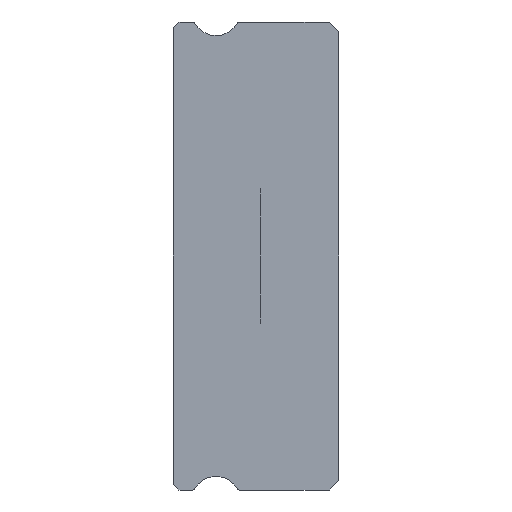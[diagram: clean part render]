
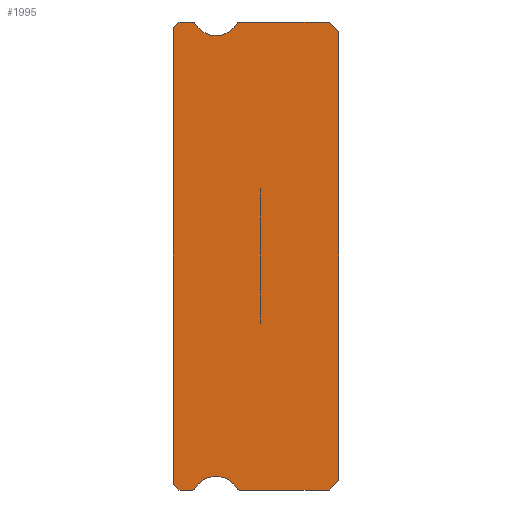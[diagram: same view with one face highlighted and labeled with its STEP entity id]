
A CAD part, left-side view. The second image highlights one B-rep face of the part: STEP entity #1995.
In plain terms, the highlighted planar face has unit normal (-1, 0, 0).
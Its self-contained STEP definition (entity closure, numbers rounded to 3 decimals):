
#8 = ORIENTED_EDGE ( 'NONE', *, *, #1487, .T. ) ;
#45 = EDGE_CURVE ( 'NONE', #2678, #1534, #3531, .T. ) ;
#82 = LINE ( 'NONE', #3614, #1321 ) ;
#131 = CARTESIAN_POINT ( 'NONE',  ( -5., 7.512, 12. ) ) ;
#136 = AXIS2_PLACEMENT_3D ( 'NONE', #277, #2278, #3736 ) ;
#159 = VECTOR ( 'NONE', #3508, 1000. ) ;
#164 = ORIENTED_EDGE ( 'NONE', *, *, #45, .F. ) ;
#206 = CARTESIAN_POINT ( 'NONE',  ( -5., 6.3, 12.55 ) ) ;
#226 = CARTESIAN_POINT ( 'NONE',  ( -5., 5.088, 11.85 ) ) ;
#230 = EDGE_CURVE ( 'NONE', #1853, #537, #2519, .T. ) ;
#277 = CARTESIAN_POINT ( 'NONE',  ( -5., 7.512, 11.85 ) ) ;
#350 = ORIENTED_EDGE ( 'NONE', *, *, #2366, .F. ) ;
#351 = VERTEX_POINT ( 'NONE', #2714 ) ;
#357 = DIRECTION ( 'NONE',  ( 0., 0., 1. ) ) ;
#360 = DIRECTION ( 'NONE',  ( 0., 0., -1. ) ) ;
#364 = EDGE_CURVE ( 'NONE', #3542, #905, #1098, .T. ) ;
#428 = CARTESIAN_POINT ( 'NONE',  ( -5., 5.217, 11.925 ) ) ;
#456 = DIRECTION ( 'NONE',  ( 0., 0., -1. ) ) ;
#498 = DIRECTION ( 'NONE',  ( 1., 0., 0. ) ) ;
#507 = DIRECTION ( 'NONE',  ( -1., 0., 0. ) ) ;
#525 = CARTESIAN_POINT ( 'NONE',  ( -5., 6.3, -12.55 ) ) ;
#529 = ORIENTED_EDGE ( 'NONE', *, *, #1287, .F. ) ;
#534 = CARTESIAN_POINT ( 'NONE',  ( -5., 7.512, -12. ) ) ;
#537 = VERTEX_POINT ( 'NONE', #3435 ) ;
#546 = EDGE_CURVE ( 'NONE', #1504, #1132, #2431, .T. ) ;
#552 = VECTOR ( 'NONE', #1115, 1000. ) ;
#556 = LINE ( 'NONE', #2555, #1644 ) ;
#558 = DIRECTION ( 'NONE',  ( 0., 0., -1. ) ) ;
#652 = CARTESIAN_POINT ( 'NONE',  ( -5., 8.5, 11.85 ) ) ;
#676 = AXIS2_PLACEMENT_3D ( 'NONE', #226, #3723, #558 ) ;
#704 = CARTESIAN_POINT ( 'NONE',  ( -5., 5.217, -11.925 ) ) ;
#877 = ORIENTED_EDGE ( 'NONE', *, *, #3109, .F. ) ;
#887 = VECTOR ( 'NONE', #3430, 1000. ) ;
#899 = ORIENTED_EDGE ( 'NONE', *, *, #3407, .F. ) ;
#905 = VERTEX_POINT ( 'NONE', #704 ) ;
#919 = CIRCLE ( 'NONE', #2127, 0.15 ) ;
#922 = CARTESIAN_POINT ( 'NONE',  ( -5., 0., 11.5 ) ) ;
#966 = CARTESIAN_POINT ( 'NONE',  ( -5., 5.088, 12. ) ) ;
#995 = CARTESIAN_POINT ( 'NONE',  ( -5., 5.088, -12. ) ) ;
#1061 = DIRECTION ( 'NONE',  ( 0., 0., -1. ) ) ;
#1083 = CIRCLE ( 'NONE', #2650, 1.25 ) ;
#1086 = CARTESIAN_POINT ( 'NONE',  ( -5., 8.5, 11.7 ) ) ;
#1098 = CIRCLE ( 'NONE', #3221, 0.15 ) ;
#1115 = DIRECTION ( 'NONE',  ( 0., -1., 0. ) ) ;
#1122 = AXIS2_PLACEMENT_3D ( 'NONE', #3484, #1131, #3500 ) ;
#1131 = DIRECTION ( 'NONE',  ( 1., 0., 0. ) ) ;
#1132 = VERTEX_POINT ( 'NONE', #966 ) ;
#1157 = VERTEX_POINT ( 'NONE', #3574 ) ;
#1171 = LINE ( 'NONE', #2336, #159 ) ;
#1285 = ORIENTED_EDGE ( 'NONE', *, *, #1444, .F. ) ;
#1287 = EDGE_CURVE ( 'NONE', #1534, #1504, #1083, .T. ) ;
#1321 = VECTOR ( 'NONE', #1531, 1000. ) ;
#1372 = LINE ( 'NONE', #534, #552 ) ;
#1424 = DIRECTION ( 'NONE',  ( 0., 0.707, -0.707 ) ) ;
#1442 = PLANE ( 'NONE',  #136 ) ;
#1444 = EDGE_CURVE ( 'NONE', #1157, #2059, #556, .T. ) ;
#1471 = ORIENTED_EDGE ( 'NONE', *, *, #230, .T. ) ;
#1487 = EDGE_CURVE ( 'NONE', #3485, #2059, #82, .T. ) ;
#1491 = ORIENTED_EDGE ( 'NONE', *, *, #3459, .F. ) ;
#1499 = ORIENTED_EDGE ( 'NONE', *, *, #364, .F. ) ;
#1504 = VERTEX_POINT ( 'NONE', #428 ) ;
#1531 = DIRECTION ( 'NONE',  ( 0., 0., 1. ) ) ;
#1533 = DIRECTION ( 'NONE',  ( 0., 1., 0. ) ) ;
#1534 = VERTEX_POINT ( 'NONE', #2939 ) ;
#1568 = VERTEX_POINT ( 'NONE', #3290 ) ;
#1573 = LINE ( 'NONE', #2727, #3001 ) ;
#1588 = AXIS2_PLACEMENT_3D ( 'NONE', #525, #507, #1697 ) ;
#1615 = DIRECTION ( 'NONE',  ( 0., 0., -1. ) ) ;
#1625 = CARTESIAN_POINT ( 'NONE',  ( -5., 5.088, -11.85 ) ) ;
#1644 = VECTOR ( 'NONE', #2872, 1000. ) ;
#1692 = CARTESIAN_POINT ( 'NONE',  ( -5., 7.512, 12. ) ) ;
#1697 = DIRECTION ( 'NONE',  ( 0., 0., -1. ) ) ;
#1772 = ORIENTED_EDGE ( 'NONE', *, *, #3240, .F. ) ;
#1773 = CARTESIAN_POINT ( 'NONE',  ( -5., 0., -11.5 ) ) ;
#1779 = ORIENTED_EDGE ( 'NONE', *, *, #3144, .T. ) ;
#1804 = CARTESIAN_POINT ( 'NONE',  ( -5., 8.2, 12. ) ) ;
#1853 = VERTEX_POINT ( 'NONE', #3045 ) ;
#1912 = CARTESIAN_POINT ( 'NONE',  ( -5., 7.512, 11.85 ) ) ;
#1974 = CARTESIAN_POINT ( 'NONE',  ( -5., 8.2, -12. ) ) ;
#1995 = ADVANCED_FACE ( 'NONE', ( #2895 ), #1442, .F. ) ;
#2018 = EDGE_CURVE ( 'NONE', #3003, #1568, #1372, .T. ) ;
#2041 = ORIENTED_EDGE ( 'NONE', *, *, #2018, .T. ) ;
#2059 = VERTEX_POINT ( 'NONE', #922 ) ;
#2127 = AXIS2_PLACEMENT_3D ( 'NONE', #1912, #498, #1615 ) ;
#2179 = VECTOR ( 'NONE', #1424, 1000. ) ;
#2258 = VERTEX_POINT ( 'NONE', #131 ) ;
#2278 = DIRECTION ( 'NONE',  ( 1., 0., 0. ) ) ;
#2336 = CARTESIAN_POINT ( 'NONE',  ( -5., 8.2, -12. ) ) ;
#2366 = EDGE_CURVE ( 'NONE', #905, #351, #2661, .T. ) ;
#2390 = CARTESIAN_POINT ( 'NONE',  ( -5., 0., -11.5 ) ) ;
#2392 = ORIENTED_EDGE ( 'NONE', *, *, #2675, .F. ) ;
#2399 = ORIENTED_EDGE ( 'NONE', *, *, #546, .F. ) ;
#2402 = DIRECTION ( 'NONE',  ( 1., 0., 0. ) ) ;
#2431 = CIRCLE ( 'NONE', #676, 0.15 ) ;
#2442 = VERTEX_POINT ( 'NONE', #3613 ) ;
#2519 = LINE ( 'NONE', #1086, #2179 ) ;
#2555 = CARTESIAN_POINT ( 'NONE',  ( -5., 0.5, 12. ) ) ;
#2565 = VECTOR ( 'NONE', #2913, 1000. ) ;
#2615 = LINE ( 'NONE', #652, #2689 ) ;
#2635 = LINE ( 'NONE', #1804, #2565 ) ;
#2644 = ORIENTED_EDGE ( 'NONE', *, *, #3249, .T. ) ;
#2650 = AXIS2_PLACEMENT_3D ( 'NONE', #206, #3721, #1061 ) ;
#2661 = CIRCLE ( 'NONE', #1588, 1.25 ) ;
#2675 = EDGE_CURVE ( 'NONE', #2258, #2678, #919, .T. ) ;
#2678 = VERTEX_POINT ( 'NONE', #2806 ) ;
#2689 = VECTOR ( 'NONE', #357, 1000. ) ;
#2714 = CARTESIAN_POINT ( 'NONE',  ( -5., 7.383, -11.925 ) ) ;
#2727 = CARTESIAN_POINT ( 'NONE',  ( -5., 7.512, -12. ) ) ;
#2759 = CIRCLE ( 'NONE', #1122, 0.15 ) ;
#2806 = CARTESIAN_POINT ( 'NONE',  ( -5., 7.383, 11.925 ) ) ;
#2837 = CARTESIAN_POINT ( 'NONE',  ( -5., 8.5, -11.7 ) ) ;
#2863 = AXIS2_PLACEMENT_3D ( 'NONE', #2880, #3239, #360 ) ;
#2870 = LINE ( 'NONE', #1692, #887 ) ;
#2872 = DIRECTION ( 'NONE',  ( 0., -0.707, -0.707 ) ) ;
#2880 = CARTESIAN_POINT ( 'NONE',  ( -5., 6.3, 12.55 ) ) ;
#2895 = FACE_OUTER_BOUND ( 'NONE', #3090, .T. ) ;
#2913 = DIRECTION ( 'NONE',  ( 0., 1., 0. ) ) ;
#2939 = CARTESIAN_POINT ( 'NONE',  ( -5., 6.3, 11.3 ) ) ;
#2991 = DIRECTION ( 'NONE',  ( 0., 0.707, -0.707 ) ) ;
#3001 = VECTOR ( 'NONE', #1533, 1000. ) ;
#3003 = VERTEX_POINT ( 'NONE', #1974 ) ;
#3011 = LINE ( 'NONE', #2390, #3625 ) ;
#3034 = VERTEX_POINT ( 'NONE', #2837 ) ;
#3045 = CARTESIAN_POINT ( 'NONE',  ( -5., 8.2, 12. ) ) ;
#3090 = EDGE_LOOP ( 'NONE', ( #877, #1779, #2041, #3331, #350, #1499, #1772, #1491, #8, #1285, #899, #2399, #529, #164, #2392, #2644, #1471 ) ) ;
#3109 = EDGE_CURVE ( 'NONE', #3034, #537, #2615, .T. ) ;
#3144 = EDGE_CURVE ( 'NONE', #3034, #3003, #1171, .T. ) ;
#3221 = AXIS2_PLACEMENT_3D ( 'NONE', #1625, #2402, #456 ) ;
#3239 = DIRECTION ( 'NONE',  ( -1., 0., 0. ) ) ;
#3240 = EDGE_CURVE ( 'NONE', #2442, #3542, #1573, .T. ) ;
#3249 = EDGE_CURVE ( 'NONE', #2258, #1853, #2635, .T. ) ;
#3290 = CARTESIAN_POINT ( 'NONE',  ( -5., 7.512, -12. ) ) ;
#3331 = ORIENTED_EDGE ( 'NONE', *, *, #3339, .F. ) ;
#3339 = EDGE_CURVE ( 'NONE', #351, #1568, #2759, .T. ) ;
#3407 = EDGE_CURVE ( 'NONE', #1132, #1157, #2870, .T. ) ;
#3430 = DIRECTION ( 'NONE',  ( 0., -1., 0. ) ) ;
#3435 = CARTESIAN_POINT ( 'NONE',  ( -5., 8.5, 11.7 ) ) ;
#3459 = EDGE_CURVE ( 'NONE', #3485, #2442, #3011, .T. ) ;
#3484 = CARTESIAN_POINT ( 'NONE',  ( -5., 7.512, -11.85 ) ) ;
#3485 = VERTEX_POINT ( 'NONE', #1773 ) ;
#3500 = DIRECTION ( 'NONE',  ( 0., 0., -1. ) ) ;
#3508 = DIRECTION ( 'NONE',  ( 0., -0.707, -0.707 ) ) ;
#3531 = CIRCLE ( 'NONE', #2863, 1.25 ) ;
#3542 = VERTEX_POINT ( 'NONE', #995 ) ;
#3574 = CARTESIAN_POINT ( 'NONE',  ( -5., 0.5, 12. ) ) ;
#3613 = CARTESIAN_POINT ( 'NONE',  ( -5., 0.5, -12. ) ) ;
#3614 = CARTESIAN_POINT ( 'NONE',  ( -5., 0., 11.5 ) ) ;
#3625 = VECTOR ( 'NONE', #2991, 1000. ) ;
#3721 = DIRECTION ( 'NONE',  ( -1., 0., 0. ) ) ;
#3723 = DIRECTION ( 'NONE',  ( 1., 0., 0. ) ) ;
#3736 = DIRECTION ( 'NONE',  ( 0., 0., -1. ) ) ;
